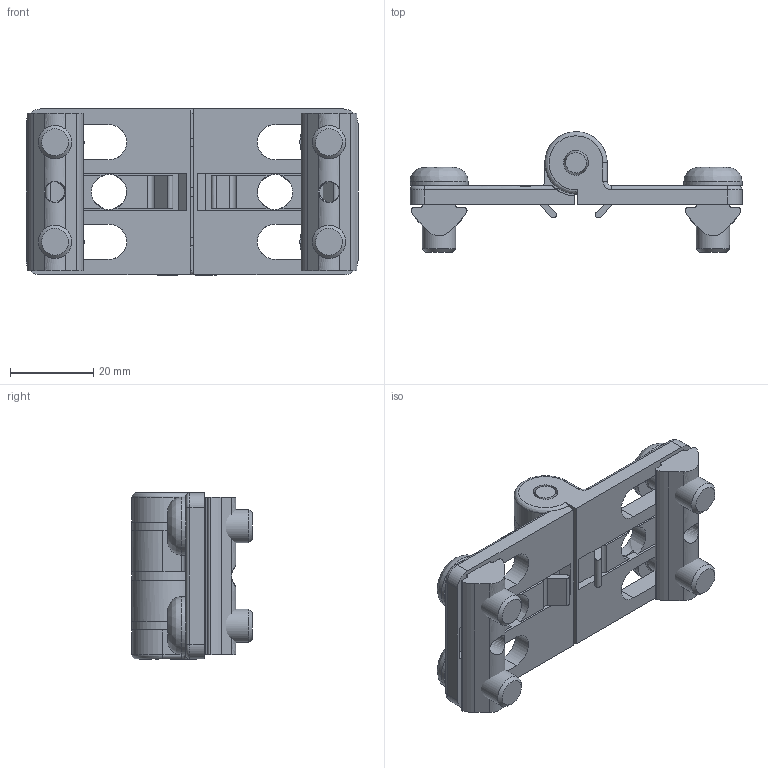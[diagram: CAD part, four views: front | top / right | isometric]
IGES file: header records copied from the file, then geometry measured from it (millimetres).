
Global section: file name: SZ0725S_A; native system: Autodesk Inventor 2015; preprocessor: unknown; author: Behrens; date: 20151120.134230; units: millimetre
Bounding box: 80 x 29 x 40 mm (x, y, z)
Volume: 26088.6 mm3; surface area: 19823.8 mm2
Topology: 12 solids, 12 shells, 249 faces, 703 edges, 476 vertices
Faces by surface type: bspline 249
